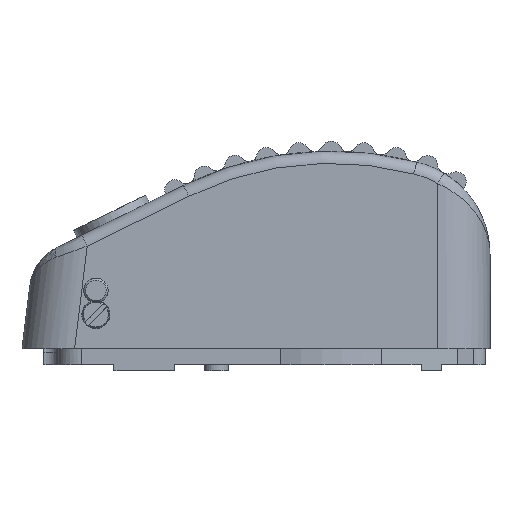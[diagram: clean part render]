
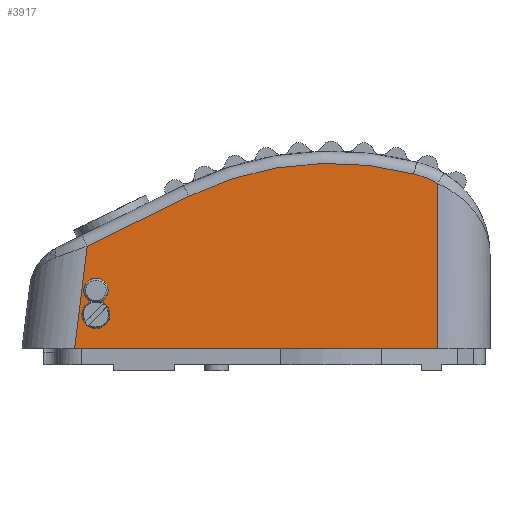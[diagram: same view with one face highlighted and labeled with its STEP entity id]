
A CAD part, front view. The second image highlights one B-rep face of the part: STEP entity #3917.
In plain terms, the highlighted planar face has unit normal (0, -1, 0).
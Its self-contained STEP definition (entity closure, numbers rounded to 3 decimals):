
#182=FACE_BOUND('',#744,.T.);
#224=CIRCLE('',#4163,3.5);
#234=CIRCLE('',#4179,20.5);
#235=CIRCLE('',#4180,80.5);
#236=CIRCLE('',#4181,3.05);
#495=FACE_OUTER_BOUND('',#743,.T.);
#743=EDGE_LOOP('',(#2630,#2631,#2632,#2633,#2634,#2635));
#744=EDGE_LOOP('',(#2636,#2637));
#1071=LINE('',#6080,#1329);
#1072=LINE('',#6082,#1330);
#1073=LINE('',#6084,#1331);
#1074=LINE('',#6086,#1332);
#1329=VECTOR('',#4729,28.191);
#1330=VECTOR('',#4730,25.714);
#1331=VECTOR('',#4731,90.429);
#1332=VECTOR('',#4732,41.107);
#1603=VERTEX_POINT('',#6058);
#1604=VERTEX_POINT('',#6059);
#1607=VERTEX_POINT('',#6078);
#1608=VERTEX_POINT('',#6079);
#1609=VERTEX_POINT('',#6081);
#1610=VERTEX_POINT('',#6083);
#1611=VERTEX_POINT('',#6085);
#1612=VERTEX_POINT('',#6087);
#1991=EDGE_CURVE('',#1603,#1604,#224,.T.);
#2001=EDGE_CURVE('',#1607,#1608,#1071,.T.);
#2002=EDGE_CURVE('',#1607,#1609,#1072,.T.);
#2003=EDGE_CURVE('',#1609,#1610,#1073,.T.);
#2004=EDGE_CURVE('',#1611,#1610,#1074,.T.);
#2005=EDGE_CURVE('',#1612,#1611,#234,.T.);
#2006=EDGE_CURVE('',#1608,#1612,#235,.T.);
#2007=EDGE_CURVE('',#1604,#1603,#236,.T.);
#2630=ORIENTED_EDGE('',*,*,#2001,.F.);
#2631=ORIENTED_EDGE('',*,*,#2002,.T.);
#2632=ORIENTED_EDGE('',*,*,#2003,.T.);
#2633=ORIENTED_EDGE('',*,*,#2004,.F.);
#2634=ORIENTED_EDGE('',*,*,#2005,.F.);
#2635=ORIENTED_EDGE('',*,*,#2006,.F.);
#2636=ORIENTED_EDGE('',*,*,#1991,.T.);
#2637=ORIENTED_EDGE('',*,*,#2007,.T.);
#3810=PLANE('',#4178);
#3917=ADVANCED_FACE('',(#495,#182),#3810,.T.);
#4163=AXIS2_PLACEMENT_3D('',#6060,#4697,#4698);
#4178=AXIS2_PLACEMENT_3D('',#6077,#4727,#4728);
#4179=AXIS2_PLACEMENT_3D('',#6088,#4733,#4734);
#4180=AXIS2_PLACEMENT_3D('',#6089,#4735,#4736);
#4181=AXIS2_PLACEMENT_3D('',#6090,#4737,#4738);
#4697=DIRECTION('center_axis',(0.,1.,0.));
#4698=DIRECTION('ref_axis',(-0.707,0.,0.707));
#4727=DIRECTION('center_axis',(0.,-1.,0.));
#4728=DIRECTION('ref_axis',(0.,0.,1.));
#4729=DIRECTION('',(0.898,0.,0.44));
#4730=DIRECTION('',(-0.122,0.,-0.993));
#4731=DIRECTION('',(1.,0.,0.));
#4732=DIRECTION('',(0.,0.,-1.));
#4733=DIRECTION('center_axis',(0.,1.,0.));
#4734=DIRECTION('ref_axis',(0.337,0.,0.942));
#4735=DIRECTION('center_axis',(0.,1.,0.));
#4736=DIRECTION('ref_axis',(-0.099,0.,0.995));
#4737=DIRECTION('center_axis',(0.,1.,0.));
#4738=DIRECTION('ref_axis',(1.,0.,0.));
#6058=CARTESIAN_POINT('',(-7.845,-6.705,3.246));
#6059=CARTESIAN_POINT('',(-10.465,-6.705,3.246));
#6060=CARTESIAN_POINT('Origin',(-9.155,-6.705,0.));
#6077=CARTESIAN_POINT('Origin',(88.967,-6.705,-8.5));
#6078=CARTESIAN_POINT('',(-11.328,-6.705,17.022));
#6079=CARTESIAN_POINT('',(13.983,-6.705,29.437));
#6080=CARTESIAN_POINT('',(20.998,-6.705,32.878));
#6081=CARTESIAN_POINT('',(-14.462,-6.705,-8.5));
#6082=CARTESIAN_POINT('',(-14.656,-6.705,-10.084));
#6083=CARTESIAN_POINT('',(75.967,-6.705,-8.5));
#6084=CARTESIAN_POINT('',(-27.559,-6.705,-8.5));
#6085=CARTESIAN_POINT('',(75.967,-6.705,32.607));
#6086=CARTESIAN_POINT('',(75.967,-6.705,-8.5));
#6087=CARTESIAN_POINT('',(69.977,-6.705,34.998));
#6088=CARTESIAN_POINT('Origin',(65.467,-6.705,15.));
#6089=CARTESIAN_POINT('Origin',(49.433,-6.705,-42.837));
#6090=CARTESIAN_POINT('Origin',(-9.155,-6.705,6.));
